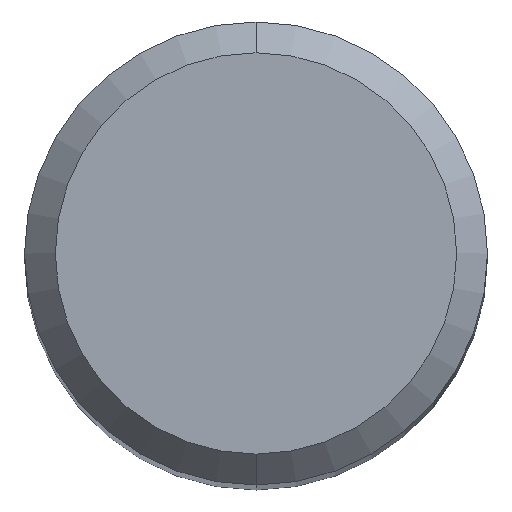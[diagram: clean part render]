
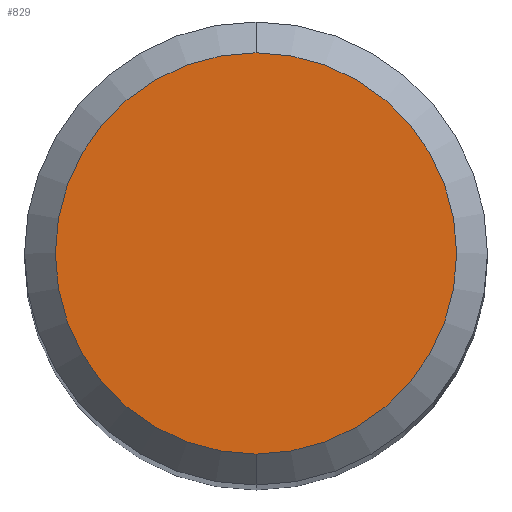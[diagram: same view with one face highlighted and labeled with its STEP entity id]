
A CAD part, top view. The second image highlights one B-rep face of the part: STEP entity #829.
In plain terms, the highlighted planar face has unit normal (0, 0, 1).
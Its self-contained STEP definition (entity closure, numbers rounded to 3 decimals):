
#397=EDGE_CURVE('',#469,#675,#1044,.T.);
#469=VERTEX_POINT('',#1125);
#675=VERTEX_POINT('',#1350);
#829=ADVANCED_FACE('',(#1516),#1517,.T.);
#851=EDGE_CURVE('',#675,#469,#1542,.T.);
#1044=CIRCLE('',#3156,2.6);
#1125=CARTESIAN_POINT('',(0.,-2.6,0.0));
#1350=CARTESIAN_POINT('',(0.0,2.6,0.0));
#1516=FACE_OUTER_BOUND('',#8792,.T.);
#1517=PLANE('',#8793);
#1542=CIRCLE('',#8956,2.6);
#3156=AXIS2_PLACEMENT_3D('',#9815,#9816,#9817);
#8792=EDGE_LOOP('',(#10305,#10306));
#8793=AXIS2_PLACEMENT_3D('',#10307,#10308,#10309);
#8956=AXIS2_PLACEMENT_3D('',#10338,#10339,#10340);
#9815=CARTESIAN_POINT('',(0.0,0.0,0.0));
#9816=DIRECTION('',(0.0,0.0,-1.0));
#9817=DIRECTION('',(0.0,1.0,0.0));
#10305=ORIENTED_EDGE('',*,*,#851,.F.);
#10306=ORIENTED_EDGE('',*,*,#397,.F.);
#10307=CARTESIAN_POINT('',(0.0,1.3,0.0));
#10308=DIRECTION('',(-0.0,0.0,1.0));
#10309=DIRECTION('',(0.0,-1.0,0.0));
#10338=CARTESIAN_POINT('',(0.0,0.0,0.0));
#10339=DIRECTION('',(0.0,0.0,-1.0));
#10340=DIRECTION('',(0.0,1.0,0.0));
